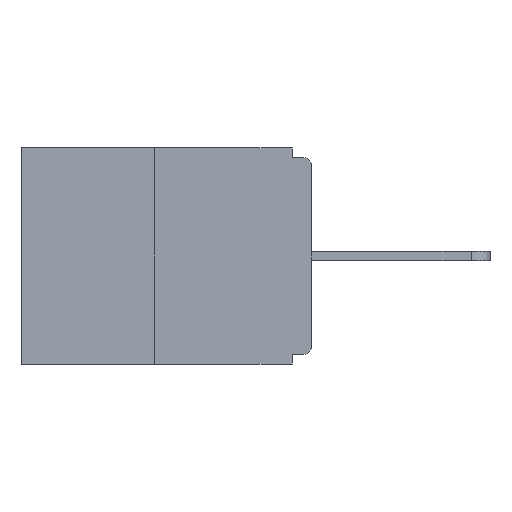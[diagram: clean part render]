
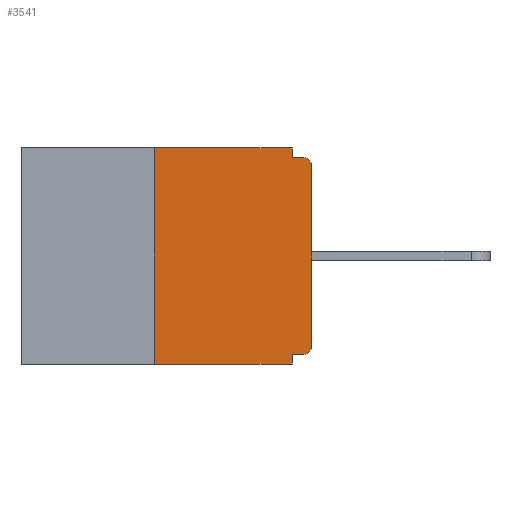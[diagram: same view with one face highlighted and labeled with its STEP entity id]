
A CAD part, left-side view. The second image highlights one B-rep face of the part: STEP entity #3541.
In plain terms, the highlighted planar face has unit normal (-1, 0, 0).
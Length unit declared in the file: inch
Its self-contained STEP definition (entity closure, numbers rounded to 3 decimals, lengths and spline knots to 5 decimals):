
#324 = CARTESIAN_POINT ( 'NONE',  ( 0., 0.25, -0.343 ) ) ;
#873 = VERTEX_POINT ( 'NONE', #8130 ) ;
#1007 = VECTOR ( 'NONE', #5036, 39.37008 ) ;
#1014 = ORIENTED_EDGE ( 'NONE', *, *, #8331, .T. ) ;
#1036 = VECTOR ( 'NONE', #5111, 39.37008 ) ;
#1044 = LINE ( 'NONE', #5004, #1007 ) ;
#1055 = VECTOR ( 'NONE', #5132, 39.37008 ) ;
#1062 = CARTESIAN_POINT ( 'NONE',  ( 0., 0., -0.015 ) ) ;
#1083 = LINE ( 'NONE', #5278, #1036 ) ;
#1108 = VECTOR ( 'NONE', #5214, 39.37008 ) ;
#1115 = ORIENTED_EDGE ( 'NONE', *, *, #8504, .T. ) ;
#1123 = LINE ( 'NONE', #5250, #1108 ) ;
#1159 = FACE_OUTER_BOUND ( 'NONE', #5581, .T. ) ;
#1177 = LINE ( 'NONE', #5343, #1055 ) ;
#1228 = VERTEX_POINT ( 'NONE', #4327 ) ;
#1234 = AXIS2_PLACEMENT_3D ( 'NONE', #9802, #9708, #9749 ) ;
#1239 = AXIS2_PLACEMENT_3D ( 'NONE', #10745, #10703, #10686 ) ;
#1315 = ORIENTED_EDGE ( 'NONE', *, *, #8363, .F. ) ;
#1319 = ORIENTED_EDGE ( 'NONE', *, *, #8456, .T. ) ;
#1354 = VERTEX_POINT ( 'NONE', #3874 ) ;
#1362 = ORIENTED_EDGE ( 'NONE', *, *, #8717, .T. ) ;
#1486 = ORIENTED_EDGE ( 'NONE', *, *, #8730, .F. ) ;
#1516 = ORIENTED_EDGE ( 'NONE', *, *, #5954, .F. ) ;
#1542 = VERTEX_POINT ( 'NONE', #3914 ) ;
#1563 = ORIENTED_EDGE ( 'NONE', *, *, #8714, .F. ) ;
#1855 = CARTESIAN_POINT ( 'NONE',  ( 0., 0., -0.328 ) ) ;
#1871 = CIRCLE ( 'NONE', #1234, 0.015 ) ;
#1974 = VERTEX_POINT ( 'NONE', #6514 ) ;
#2042 = CIRCLE ( 'NONE', #1239, 0.015 ) ;
#2055 = VECTOR ( 'NONE', #9466, 39.37008 ) ;
#2117 = LINE ( 'NONE', #1062, #2055 ) ;
#2335 = VECTOR ( 'NONE', #2502, 39.37008 ) ;
#2371 = LINE ( 'NONE', #1855, #2335 ) ;
#2418 = CARTESIAN_POINT ( 'NONE',  ( 0., 0.031, 0. ) ) ;
#2471 = VECTOR ( 'NONE', #3588, 39.37008 ) ;
#2502 = DIRECTION ( 'NONE',  ( 0., 1., 0. ) ) ;
#2532 = LINE ( 'NONE', #6986, #2471 ) ;
#2704 = AXIS2_PLACEMENT_3D ( 'NONE', #5570, #3923, #4389 ) ;
#3541 = ADVANCED_FACE ( 'NONE', ( #1159 ), #6852, .F. ) ;
#3588 = DIRECTION ( 'NONE',  ( 0., 0., 1. ) ) ;
#3874 = CARTESIAN_POINT ( 'NONE',  ( 0., 0., -0.03 ) ) ;
#3914 = CARTESIAN_POINT ( 'NONE',  ( 0., 0.031, -0.343 ) ) ;
#3923 = DIRECTION ( 'NONE',  ( 1., 0., 0. ) ) ;
#4327 = CARTESIAN_POINT ( 'NONE',  ( 0., 0., -0.313 ) ) ;
#4389 = DIRECTION ( 'NONE',  ( 0., 0., -1. ) ) ;
#4697 = VERTEX_POINT ( 'NONE', #5846 ) ;
#4768 = VERTEX_POINT ( 'NONE', #324 ) ;
#4811 = DIRECTION ( 'NONE',  ( 0., -1., 0. ) ) ;
#5004 = CARTESIAN_POINT ( 'NONE',  ( 0., 0.031, 0. ) ) ;
#5036 = DIRECTION ( 'NONE',  ( 0., 0., -1. ) ) ;
#5111 = DIRECTION ( 'NONE',  ( 0., 0., -1. ) ) ;
#5132 = DIRECTION ( 'NONE',  ( 0., -1., 0. ) ) ;
#5214 = DIRECTION ( 'NONE',  ( 0., 0., 1. ) ) ;
#5250 = CARTESIAN_POINT ( 'NONE',  ( 0., 0.25, 0. ) ) ;
#5278 = CARTESIAN_POINT ( 'NONE',  ( 0., 0.031, -0.343 ) ) ;
#5343 = CARTESIAN_POINT ( 'NONE',  ( 0., 0.46, -0.343 ) ) ;
#5570 = CARTESIAN_POINT ( 'NONE',  ( 0., 0.46, 0. ) ) ;
#5581 = EDGE_LOOP ( 'NONE', ( #1516, #1563, #1362, #1486, #1315, #1319, #1014, #1115, #8702, #9010 ) ) ;
#5846 = CARTESIAN_POINT ( 'NONE',  ( 0., 0.031, -0.015 ) ) ;
#5954 = EDGE_CURVE ( 'NONE', #873, #6411, #8479, .T. ) ;
#6411 = VERTEX_POINT ( 'NONE', #2418 ) ;
#6514 = CARTESIAN_POINT ( 'NONE',  ( 0., 0.015, -0.015 ) ) ;
#6852 = PLANE ( 'NONE',  #2704 ) ;
#6875 = VERTEX_POINT ( 'NONE', #9164 ) ;
#6986 = CARTESIAN_POINT ( 'NONE',  ( 0., 0., 0. ) ) ;
#7143 = VERTEX_POINT ( 'NONE', #9987 ) ;
#8130 = CARTESIAN_POINT ( 'NONE',  ( 0., 0.25, 0. ) ) ;
#8313 = CARTESIAN_POINT ( 'NONE',  ( 0., 0.46, 0. ) ) ;
#8331 = EDGE_CURVE ( 'NONE', #1228, #1354, #2532, .T. ) ;
#8363 = EDGE_CURVE ( 'NONE', #7143, #6875, #2371, .T. ) ;
#8436 = EDGE_CURVE ( 'NONE', #4697, #1974, #2117, .T. ) ;
#8442 = VECTOR ( 'NONE', #4811, 39.37008 ) ;
#8456 = EDGE_CURVE ( 'NONE', #7143, #1228, #2042, .T. ) ;
#8479 = LINE ( 'NONE', #8313, #8442 ) ;
#8504 = EDGE_CURVE ( 'NONE', #1354, #1974, #1871, .T. ) ;
#8702 = ORIENTED_EDGE ( 'NONE', *, *, #8436, .F. ) ;
#8714 = EDGE_CURVE ( 'NONE', #4768, #873, #1123, .T. ) ;
#8717 = EDGE_CURVE ( 'NONE', #4768, #1542, #1177, .T. ) ;
#8730 = EDGE_CURVE ( 'NONE', #6875, #1542, #1083, .T. ) ;
#8732 = EDGE_CURVE ( 'NONE', #6411, #4697, #1044, .T. ) ;
#9010 = ORIENTED_EDGE ( 'NONE', *, *, #8732, .F. ) ;
#9164 = CARTESIAN_POINT ( 'NONE',  ( 0., 0.031, -0.328 ) ) ;
#9466 = DIRECTION ( 'NONE',  ( 0., -1., 0. ) ) ;
#9708 = DIRECTION ( 'NONE',  ( -1., 0., 0. ) ) ;
#9749 = DIRECTION ( 'NONE',  ( 0., 0., -1. ) ) ;
#9802 = CARTESIAN_POINT ( 'NONE',  ( 0., 0.015, -0.03 ) ) ;
#9987 = CARTESIAN_POINT ( 'NONE',  ( 0., 0.015, -0.328 ) ) ;
#10686 = DIRECTION ( 'NONE',  ( 0., 0., -1. ) ) ;
#10703 = DIRECTION ( 'NONE',  ( -1., 0., 0. ) ) ;
#10745 = CARTESIAN_POINT ( 'NONE',  ( 0., 0.015, -0.313 ) ) ;
